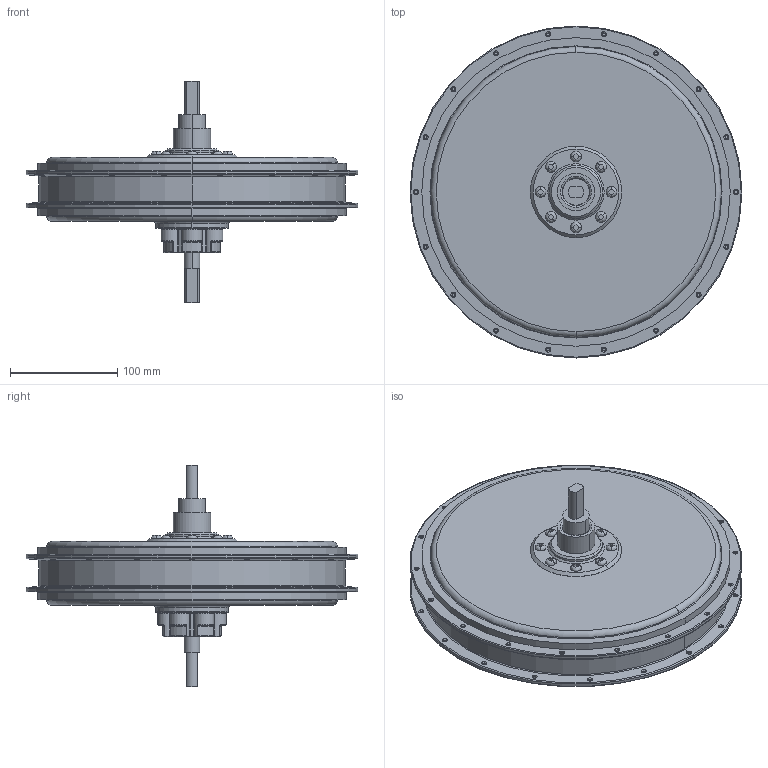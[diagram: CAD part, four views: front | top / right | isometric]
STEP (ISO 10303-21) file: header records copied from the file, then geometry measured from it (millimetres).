
FILE_DESCRIPTION((''),'2;1');
FILE_NAME('POLTOM-ASM','2014-01-11T',('user'),(''),'PRO/ENGINEER BY PARAMETRIC TECHNOLOGY CORPORATION, 2009440','PRO/ENGINEER BY PARAMETRIC TECHNOLOGY CORPORATION, 2009440','');
FILE_SCHEMA(('CONFIG_CONTROL_DESIGN'));
Length unit declared in the file: millimetre
Products named in the file (1): POLTOM-ASM
Bounding box: 309 x 309 x 206 mm (x, y, z)
Surface area: 269815.5 mm2 (no closed solid volume)
Topology: 0 solids, 12 shells, 575 faces, 1346 edges, 798 vertices
Faces by surface type: cylinder 174, torus 158, bspline 116, plane 93, cone 22, sphere 12
Entity records: 25072 total; most frequent: CARTESIAN_POINT 12584, ORIENTED_EDGE 2624, DIRECTION 2522, EDGE_CURVE 1334, AXIS2_PLACEMENT_3D 1105, VERTEX_POINT 798, EDGE_LOOP 684, CIRCLE 646
